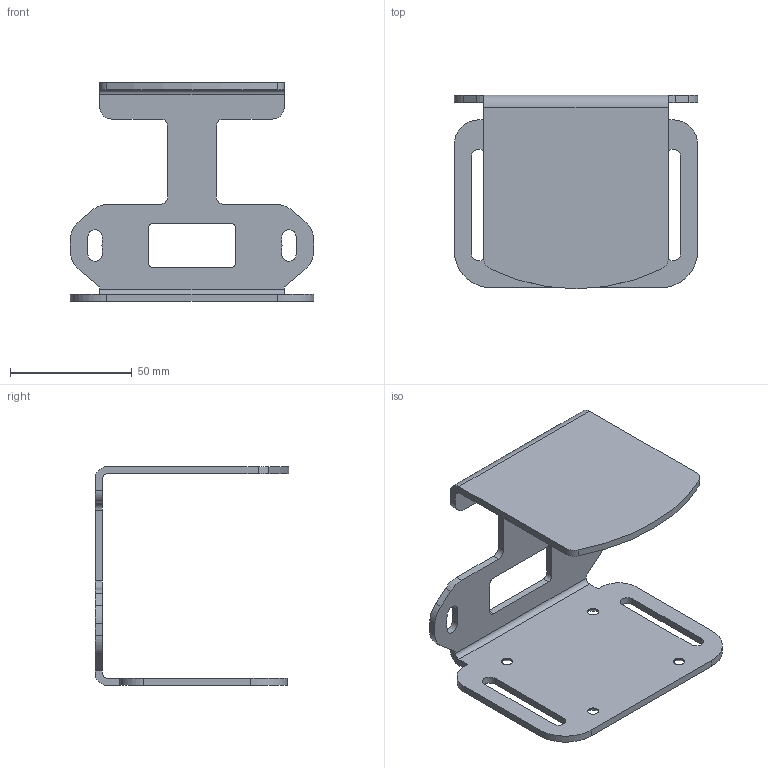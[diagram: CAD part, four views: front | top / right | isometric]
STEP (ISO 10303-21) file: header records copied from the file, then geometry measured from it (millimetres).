
FILE_DESCRIPTION((''),'2;1');
FILE_NAME('213731_ASM','2019-09-20T07:30:31',('pdmadmin'),('BANNER ENGINEERING'),'CREO PARAMETRIC BY PTC INC, 2018300','CREO PARAMETRIC BY PTC INC, 2018300','');
FILE_SCHEMA(('CONFIG_CONTROL_DESIGN'));
Length unit declared in the file: millimetre
Products named in the file (2): ZJ-FZ_31; 213731_ASM
Assembly tree (1 placements, depth 2):
  213731_ASM
    ZJ-FZ_31
Bounding box: 100 x 79.6 x 90 mm (x, y, z)
Volume: 49853.3 mm3; surface area: 36907.5 mm2
Topology: 1 solids, 1 shells, 90 faces, 290 edges, 202 vertices
Faces by surface type: cylinder 47, plane 35, cone 8
Entity records: 3401 total; most frequent: DIRECTION 612, CARTESIAN_POINT 585, ORIENTED_EDGE 580, EDGE_CURVE 290, AXIS2_PLACEMENT_3D 229, VERTEX_POINT 202, VECTOR 154, LINE 154
